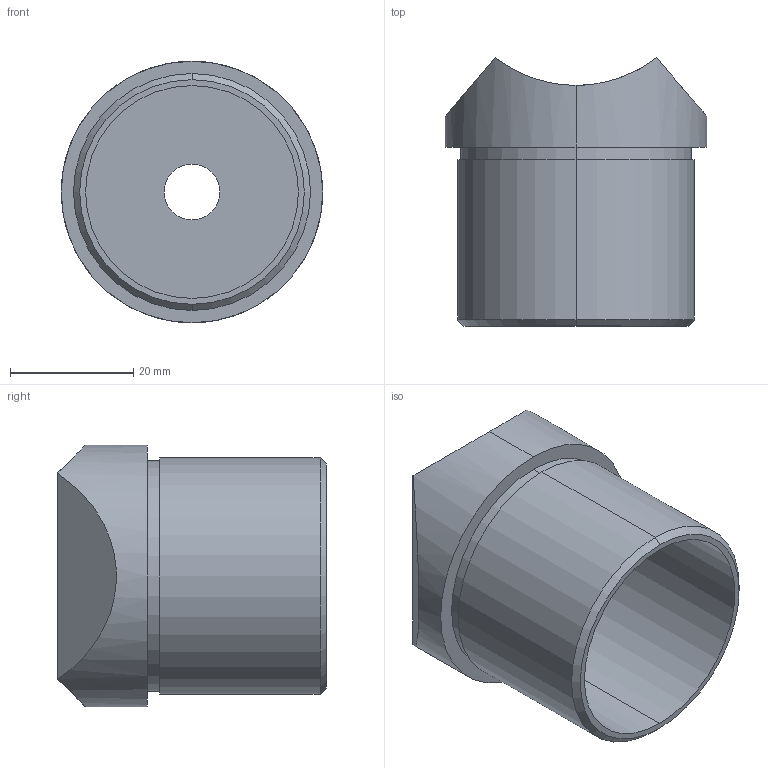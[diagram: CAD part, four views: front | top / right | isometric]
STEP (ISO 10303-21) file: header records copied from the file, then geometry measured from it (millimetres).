
FILE_DESCRIPTION (( 'STEP AP203' ), '1' );
FILE_NAME ('60211-240.STEP', '2016-05-03T08:01:13', ( '' ), ( '' ), 'SwSTEP 2.0', 'SolidWorks 2015', '' );
FILE_SCHEMA (( 'CONFIG_CONTROL_DESIGN' ));
Length unit declared in the file: millimetre
Products named in the file (1): 60211-240
Bounding box: 42.4 x 43.5 x 42.4 mm (x, y, z)
Volume: 15122 mm3; surface area: 12051.3 mm2
Topology: 1 solids, 1 shells, 233 faces, 607 edges, 404 vertices
Faces by surface type: plane 131, bspline 87, cylinder 13, cone 2
Entity records: 12112 total; most frequent: CARTESIAN_POINT 6900, ORIENTED_EDGE 1214, DIRECTION 741, EDGE_CURVE 607, VERTEX_POINT 404, VECTOR 403, LINE 403, EDGE_LOOP 263
